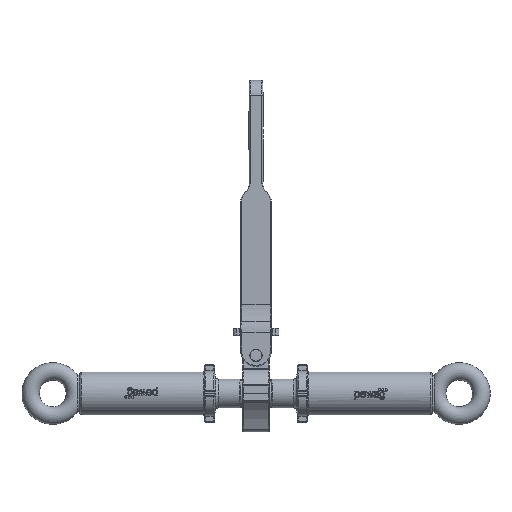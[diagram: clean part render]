
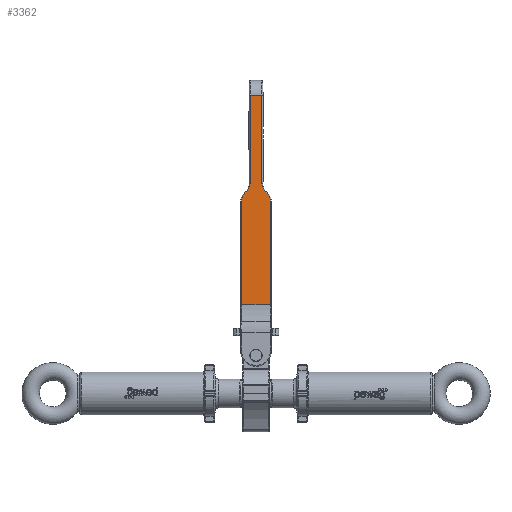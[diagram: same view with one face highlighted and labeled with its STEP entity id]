
A CAD part, top view. The second image highlights one B-rep face of the part: STEP entity #3362.
In plain terms, the highlighted planar face has unit normal (0, 0, 1).
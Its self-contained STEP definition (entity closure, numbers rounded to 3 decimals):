
#1034=PLANE('',#28625);
#1781=FACE_OUTER_BOUND('',#5743,.T.);
#3362=ADVANCED_FACE('',(#1781),#1034,.T.);
#5743=EDGE_LOOP('',(#10784,#10785,#10786,#10787,#10788,#10789,#10790,#10791,
#10792,#10793,#10794,#10795));
#10784=ORIENTED_EDGE('',*,*,#20502,.T.);
#10785=ORIENTED_EDGE('',*,*,#20515,.T.);
#10786=ORIENTED_EDGE('',*,*,#20516,.T.);
#10787=ORIENTED_EDGE('',*,*,#20517,.T.);
#10788=ORIENTED_EDGE('',*,*,#20518,.T.);
#10789=ORIENTED_EDGE('',*,*,#20519,.T.);
#10790=ORIENTED_EDGE('',*,*,#20520,.F.);
#10791=ORIENTED_EDGE('',*,*,#20521,.T.);
#10792=ORIENTED_EDGE('',*,*,#20522,.T.);
#10793=ORIENTED_EDGE('',*,*,#20523,.T.);
#10794=ORIENTED_EDGE('',*,*,#20524,.T.);
#10795=ORIENTED_EDGE('',*,*,#20525,.T.);
#17679=VERTEX_POINT('',#44176);
#17680=VERTEX_POINT('',#44178);
#17691=VERTEX_POINT('',#44204);
#17692=VERTEX_POINT('',#44206);
#17693=VERTEX_POINT('',#44208);
#17694=VERTEX_POINT('',#44210);
#17695=VERTEX_POINT('',#44212);
#17696=VERTEX_POINT('',#44214);
#17697=VERTEX_POINT('',#44216);
#17698=VERTEX_POINT('',#44218);
#17699=VERTEX_POINT('',#44220);
#17700=VERTEX_POINT('',#44222);
#20502=EDGE_CURVE('',#17680,#17679,#23817,.T.);
#20515=EDGE_CURVE('',#17679,#17691,#23825,.T.);
#20516=EDGE_CURVE('',#17691,#17692,#27472,.T.);
#20517=EDGE_CURVE('',#17692,#17693,#23826,.T.);
#20518=EDGE_CURVE('',#17693,#17694,#27473,.T.);
#20519=EDGE_CURVE('',#17694,#17695,#23827,.T.);
#20520=EDGE_CURVE('',#17696,#17695,#23828,.T.);
#20521=EDGE_CURVE('',#17696,#17697,#23829,.T.);
#20522=EDGE_CURVE('',#17697,#17698,#27474,.T.);
#20523=EDGE_CURVE('',#17698,#17699,#23830,.T.);
#20524=EDGE_CURVE('',#17699,#17700,#27475,.T.);
#20525=EDGE_CURVE('',#17700,#17680,#23831,.T.);
#23817=LINE('',#44177,#25536);
#23825=LINE('',#44203,#25544);
#23826=LINE('',#44207,#25545);
#23827=LINE('',#44211,#25546);
#23828=LINE('',#44213,#25547);
#23829=LINE('',#44215,#25548);
#23830=LINE('',#44219,#25549);
#23831=LINE('',#44223,#25550);
#25536=VECTOR('',#31644,1.);
#25544=VECTOR('',#31666,1.);
#25545=VECTOR('',#31669,1.);
#25546=VECTOR('',#31672,1.);
#25547=VECTOR('',#31673,1.);
#25548=VECTOR('',#31674,1.);
#25549=VECTOR('',#31677,1.);
#25550=VECTOR('',#31680,1.);
#27472=CIRCLE('',#28621,16.);
#27473=CIRCLE('',#28622,14.);
#27474=CIRCLE('',#28623,14.);
#27475=CIRCLE('',#28624,16.);
#28621=AXIS2_PLACEMENT_3D('',#44205,#31667,#31668);
#28622=AXIS2_PLACEMENT_3D('',#44209,#31670,#31671);
#28623=AXIS2_PLACEMENT_3D('',#44217,#31675,#31676);
#28624=AXIS2_PLACEMENT_3D('',#44221,#31678,#31679);
#28625=AXIS2_PLACEMENT_3D('',#44224,#31681,#31682);
#31644=DIRECTION('',(-1.,0.,0.));
#31666=DIRECTION('',(0.,-1.,0.));
#31667=DIRECTION('',(0.,0.,-1.));
#31668=DIRECTION('',(0.,-1.,0.));
#31669=DIRECTION('',(-0.727,-0.687,0.));
#31670=DIRECTION('',(0.,0.,1.));
#31671=DIRECTION('',(0.,-1.,0.));
#31672=DIRECTION('',(0.,-1.,0.));
#31673=DIRECTION('',(-1.,0.,0.));
#31674=DIRECTION('',(0.,1.,0.));
#31675=DIRECTION('',(0.,0.,1.));
#31676=DIRECTION('',(0.,-1.,0.));
#31677=DIRECTION('',(-0.727,0.687,0.));
#31678=DIRECTION('',(0.,0.,-1.));
#31679=DIRECTION('',(0.,-1.,0.));
#31680=DIRECTION('',(0.,1.,0.));
#31681=DIRECTION('',(0.,0.,1.));
#31682=DIRECTION('',(0.,-1.,0.));
#44176=CARTESIAN_POINT('',(-7.676,391.302,19.359));
#44177=CARTESIAN_POINT('',(0.,391.302,19.359));
#44178=CARTESIAN_POINT('',(7.676,391.302,19.359));
#44203=CARTESIAN_POINT('',(-7.676,116.661,19.359));
#44204=CARTESIAN_POINT('',(-7.676,275.904,19.359));
#44205=CARTESIAN_POINT('',(-23.676,275.904,19.359));
#44206=CARTESIAN_POINT('',(-12.689,264.274,19.359));
#44207=CARTESIAN_POINT('',(-79.671,200.997,19.359));
#44208=CARTESIAN_POINT('',(-14.614,262.455,19.359));
#44209=CARTESIAN_POINT('',(-5.,252.278,19.359));
#44210=CARTESIAN_POINT('',(-19.,252.278,19.359));
#44211=CARTESIAN_POINT('',(-19.,116.661,19.359));
#44212=CARTESIAN_POINT('',(-19.,116.661,19.359));
#44213=CARTESIAN_POINT('',(0.,116.661,19.359));
#44214=CARTESIAN_POINT('',(19.,116.661,19.359));
#44215=CARTESIAN_POINT('',(19.,116.661,19.359));
#44216=CARTESIAN_POINT('',(19.,252.278,19.359));
#44217=CARTESIAN_POINT('',(5.,252.278,19.359));
#44218=CARTESIAN_POINT('',(14.614,262.455,19.359));
#44219=CARTESIAN_POINT('',(79.671,200.997,19.359));
#44220=CARTESIAN_POINT('',(12.689,264.274,19.359));
#44221=CARTESIAN_POINT('',(23.676,275.904,19.359));
#44222=CARTESIAN_POINT('',(7.676,275.904,19.359));
#44223=CARTESIAN_POINT('',(7.676,116.661,19.359));
#44224=CARTESIAN_POINT('',(0.,116.661,19.359));
